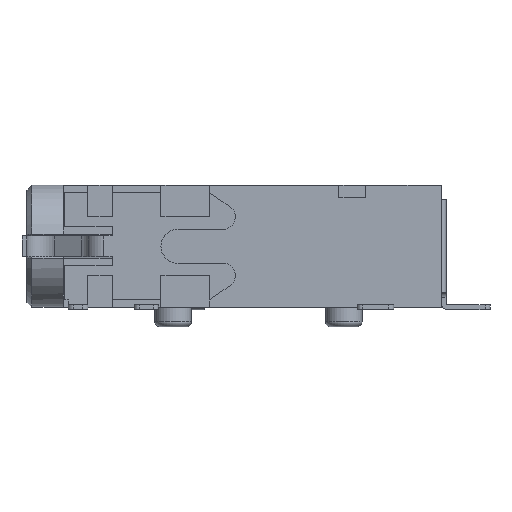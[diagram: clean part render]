
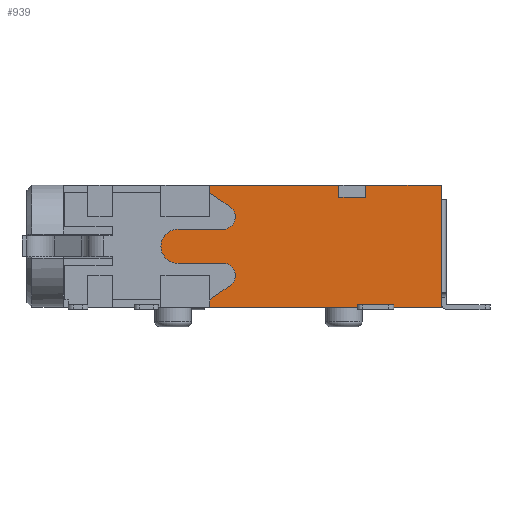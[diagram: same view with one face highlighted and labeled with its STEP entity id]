
A CAD part, front view. The second image highlights one B-rep face of the part: STEP entity #939.
In plain terms, the highlighted planar face has unit normal (0, -1, 0).
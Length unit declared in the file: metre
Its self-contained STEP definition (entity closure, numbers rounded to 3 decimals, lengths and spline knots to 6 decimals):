
#777 = EDGE_CURVE( '', #2300, #2301, #2302, .T. );
#921 = EDGE_CURVE( '', #2561, #2562, #2563, .T. );
#939 = ADVANCED_FACE( '', ( #2592 ), #2593, .F. );
#1015 = EDGE_CURVE( '', #2721, #2722, #2723, .T. );
#1069 = EDGE_CURVE( '', #2805, #2806, #2807, .T. );
#1165 = EDGE_CURVE( '', #2953, #2561, #2954, .T. );
#1233 = EDGE_CURVE( '', #2395, #2806, #3058, .T. );
#1309 = EDGE_CURVE( '', #2395, #3172, #3173, .T. );
#1393 = EDGE_CURVE( '', #3291, #3292, #3293, .T. );
#1459 = EDGE_CURVE( '', #3235, #3291, #3382, .T. );
#1475 = EDGE_CURVE( '', #2381, #3405, #3406, .T. );
#1529 = EDGE_CURVE( '', #2754, #2953, #3481, .T. );
#1557 = EDGE_CURVE( '', #2562, #2721, #3518, .T. );
#1717 = EDGE_CURVE( '', #2301, #3292, #3724, .T. );
#1795 = EDGE_CURVE( '', #3819, #3820, #3821, .T. );
#1797 = EDGE_CURVE( '', #2722, #2381, #3823, .T. );
#1919 = EDGE_CURVE( '', #3869, #2805, #3963, .T. );
#2043 = EDGE_CURVE( '', #3405, #3235, #4106, .T. );
#2065 = EDGE_CURVE( '', #3172, #3820, #4131, .T. );
#2149 = EDGE_CURVE( '', #2300, #3819, #4227, .T. );
#2177 = EDGE_CURVE( '', #3869, #2754, #4258, .T. );
#2300 = VERTEX_POINT( '', #4389 );
#2301 = VERTEX_POINT( '', #4390 );
#2302 = LINE( '', #4391, #4392 );
#2381 = VERTEX_POINT( '', #4505 );
#2395 = VERTEX_POINT( '', #4524 );
#2561 = VERTEX_POINT( '', #4751 );
#2562 = VERTEX_POINT( '', #4752 );
#2563 = LINE( '', #4753, #4754 );
#2592 = FACE_OUTER_BOUND( '', #4795, .T. );
#2593 = PLANE( '', #4796 );
#2721 = VERTEX_POINT( '', #4980 );
#2722 = VERTEX_POINT( '', #4981 );
#2723 = LINE( '', #4982, #4983 );
#2754 = VERTEX_POINT( '', #5025 );
#2805 = VERTEX_POINT( '', #5092 );
#2806 = VERTEX_POINT( '', #5093 );
#2807 = LINE( '', #5094, #5095 );
#2953 = VERTEX_POINT( '', #5300 );
#2954 = LINE( '', #5301, #5302 );
#3058 = LINE( '', #5459, #5460 );
#3172 = VERTEX_POINT( '', #5623 );
#3173 = LINE( '', #5624, #5625 );
#3235 = VERTEX_POINT( '', #5707 );
#3291 = VERTEX_POINT( '', #5792 );
#3292 = VERTEX_POINT( '', #5793 );
#3293 = LINE( '', #5794, #5795 );
#3382 = LINE( '', #5930, #5931 );
#3405 = VERTEX_POINT( '', #5964 );
#3406 = LINE( '', #5965, #5966 );
#3481 = LINE( '', #6079, #6080 );
#3518 = CIRCLE( '', #6131, 0.0005 );
#3724 = LINE( '', #6437, #6438 );
#3819 = VERTEX_POINT( '', #6584 );
#3820 = VERTEX_POINT( '', #6585 );
#3821 = LINE( '', #6586, #6587 );
#3823 = CIRCLE( '', #6590, 0.0007 );
#3869 = VERTEX_POINT( '', #6666 );
#3963 = LINE( '', #6828, #6829 );
#4106 = CIRCLE( '', #7064, 0.0005 );
#4131 = LINE( '', #7102, #7103 );
#4227 = LINE( '', #7258, #7259 );
#4258 = LINE( '', #7309, #7310 );
#4389 = CARTESIAN_POINT( '', ( 0.004292, -0.002646, 0.004597 ) );
#4390 = CARTESIAN_POINT( '', ( 0.004292, -0.002646, 0.005097 ) );
#4391 = CARTESIAN_POINT( '', ( 0.004292, -0.002646, 0.004597 ) );
#4392 = VECTOR( '', #7499, 1. );
#4505 = CARTESIAN_POINT( '', ( -0.002308, -0.002646, 0.003297 ) );
#4524 = CARTESIAN_POINT( '', ( 0.008492, -0.002646, 0.000097 ) );
#4751 = CARTESIAN_POINT( '', ( -0.001008, -0.002646, 0.000397 ) );
#4752 = CARTESIAN_POINT( '', ( -0.00017, -0.002646, 0.000989 ) );
#4753 = CARTESIAN_POINT( '', ( -0.001008, -0.002646, 0.000397 ) );
#4754 = VECTOR( '', #7745, 1. );
#4795 = EDGE_LOOP( '', ( #7769, #7770, #7771, #7772, #7773, #7774, #7775, #7776, #7777, #7778, #7779, #7780, #7781, #7782, #7783, #7784, #7785, #7786, #7787, #7788 ) );
#4796 = AXIS2_PLACEMENT_3D( '', #7789, #7790, #7791 );
#4980 = CARTESIAN_POINT( '', ( -0.000458, -0.002646, 0.001897 ) );
#4981 = CARTESIAN_POINT( '', ( -0.002308, -0.002646, 0.001897 ) );
#4982 = CARTESIAN_POINT( '', ( -0.000458, -0.002646, 0.001897 ) );
#4983 = VECTOR( '', #7910, 1. );
#5025 = CARTESIAN_POINT( '', ( 0.005042, -0.002646, 0.000097 ) );
#5092 = CARTESIAN_POINT( '', ( 0.006542, -0.002646, 0.000197 ) );
#5093 = CARTESIAN_POINT( '', ( 0.006542, -0.002646, 0.000097 ) );
#5094 = CARTESIAN_POINT( '', ( 0.006542, -0.002646, 0.000097 ) );
#5095 = VECTOR( '', #8037, 1. );
#5300 = CARTESIAN_POINT( '', ( -0.001008, -0.002646, 0.000097 ) );
#5301 = CARTESIAN_POINT( '', ( -0.001008, -0.002646, 0.000097 ) );
#5302 = VECTOR( '', #8235, 1. );
#5459 = CARTESIAN_POINT( '', ( -0.001008, -0.002646, 0.000097 ) );
#5460 = VECTOR( '', #8322, 1. );
#5623 = CARTESIAN_POINT( '', ( 0.008492, -0.002646, 0.005097 ) );
#5624 = CARTESIAN_POINT( '', ( 0.008492, -0.002646, 0.000097 ) );
#5625 = VECTOR( '', #8466, 1. );
#5707 = CARTESIAN_POINT( '', ( -0.00017, -0.002646, 0.004206 ) );
#5792 = CARTESIAN_POINT( '', ( -0.001008, -0.002646, 0.004797 ) );
#5793 = CARTESIAN_POINT( '', ( -0.001008, -0.002646, 0.005097 ) );
#5794 = CARTESIAN_POINT( '', ( -0.001008, -0.002646, 0.000097 ) );
#5795 = VECTOR( '', #8638, 1. );
#5930 = CARTESIAN_POINT( '', ( -0.001008, -0.002646, 0.004797 ) );
#5931 = VECTOR( '', #8743, 1. );
#5964 = CARTESIAN_POINT( '', ( -0.000458, -0.002646, 0.003297 ) );
#5965 = CARTESIAN_POINT( '', ( -0.000458, -0.002646, 0.003297 ) );
#5966 = VECTOR( '', #8800, 1. );
#6079 = CARTESIAN_POINT( '', ( -0.001008, -0.002646, 0.000097 ) );
#6080 = VECTOR( '', #8888, 1. );
#6131 = AXIS2_PLACEMENT_3D( '', #8940, #8941, #8942 );
#6437 = CARTESIAN_POINT( '', ( -0.001008, -0.002646, 0.005097 ) );
#6438 = VECTOR( '', #9253, 1. );
#6584 = CARTESIAN_POINT( '', ( 0.005392, -0.002646, 0.004597 ) );
#6585 = CARTESIAN_POINT( '', ( 0.005392, -0.002646, 0.005097 ) );
#6586 = CARTESIAN_POINT( '', ( 0.005392, -0.002646, 0.004597 ) );
#6587 = VECTOR( '', #9394, 1. );
#6590 = AXIS2_PLACEMENT_3D( '', #9395, #9396, #9397 );
#6666 = CARTESIAN_POINT( '', ( 0.005042, -0.002646, 0.000197 ) );
#6828 = CARTESIAN_POINT( '', ( -0.006008, -0.002646, 0.000197 ) );
#6829 = VECTOR( '', #9537, 1. );
#7064 = AXIS2_PLACEMENT_3D( '', #9704, #9705, #9706 );
#7102 = CARTESIAN_POINT( '', ( -0.001008, -0.002646, 0.005097 ) );
#7103 = VECTOR( '', #9746, 1. );
#7258 = CARTESIAN_POINT( '', ( 0.005392, -0.002646, 0.004597 ) );
#7259 = VECTOR( '', #9896, 1. );
#7309 = CARTESIAN_POINT( '', ( 0.005042, -0.002646, 0.000097 ) );
#7310 = VECTOR( '', #9938, 1. );
#7499 = DIRECTION( '', ( 0., 0., 1. ) );
#7745 = DIRECTION( '', ( 0.817, 0., 0.577 ) );
#7769 = ORIENTED_EDGE( '', *, *, #2065, .T. );
#7770 = ORIENTED_EDGE( '', *, *, #1795, .F. );
#7771 = ORIENTED_EDGE( '', *, *, #2149, .F. );
#7772 = ORIENTED_EDGE( '', *, *, #777, .T. );
#7773 = ORIENTED_EDGE( '', *, *, #1717, .T. );
#7774 = ORIENTED_EDGE( '', *, *, #1393, .F. );
#7775 = ORIENTED_EDGE( '', *, *, #1459, .F. );
#7776 = ORIENTED_EDGE( '', *, *, #2043, .F. );
#7777 = ORIENTED_EDGE( '', *, *, #1475, .F. );
#7778 = ORIENTED_EDGE( '', *, *, #1797, .F. );
#7779 = ORIENTED_EDGE( '', *, *, #1015, .F. );
#7780 = ORIENTED_EDGE( '', *, *, #1557, .F. );
#7781 = ORIENTED_EDGE( '', *, *, #921, .F. );
#7782 = ORIENTED_EDGE( '', *, *, #1165, .F. );
#7783 = ORIENTED_EDGE( '', *, *, #1529, .F. );
#7784 = ORIENTED_EDGE( '', *, *, #2177, .F. );
#7785 = ORIENTED_EDGE( '', *, *, #1919, .T. );
#7786 = ORIENTED_EDGE( '', *, *, #1069, .T. );
#7787 = ORIENTED_EDGE( '', *, *, #1233, .F. );
#7788 = ORIENTED_EDGE( '', *, *, #1309, .T. );
#7789 = CARTESIAN_POINT( '', ( -0.006008, -0.002646, 0.000097 ) );
#7790 = DIRECTION( '', ( 0., 1., 0. ) );
#7791 = DIRECTION( '', ( 1., 0., 0. ) );
#7910 = DIRECTION( '', ( -1., 0., 0. ) );
#8037 = DIRECTION( '', ( 0., 0., -1. ) );
#8235 = DIRECTION( '', ( 0., 0., 1. ) );
#8322 = DIRECTION( '', ( -1., 0., 0. ) );
#8466 = DIRECTION( '', ( 0., 0., 1. ) );
#8638 = DIRECTION( '', ( 0., 0., 1. ) );
#8743 = DIRECTION( '', ( -0.817, 0., 0.577 ) );
#8800 = DIRECTION( '', ( 1., 0., 0. ) );
#8888 = DIRECTION( '', ( -1., 0., 0. ) );
#8940 = CARTESIAN_POINT( '', ( -0.000458, -0.002646, 0.001397 ) );
#8941 = DIRECTION( '', ( 0., -1., 0. ) );
#8942 = DIRECTION( '', ( 1., 0., 0. ) );
#9253 = DIRECTION( '', ( -1., 0., 0. ) );
#9394 = DIRECTION( '', ( 0., 0., 1. ) );
#9395 = CARTESIAN_POINT( '', ( -0.002308, -0.002646, 0.002597 ) );
#9396 = DIRECTION( '', ( 0., 1., 0. ) );
#9397 = DIRECTION( '', ( 1., 0., 0. ) );
#9537 = DIRECTION( '', ( 1., 0., 0. ) );
#9704 = CARTESIAN_POINT( '', ( -0.000458, -0.002646, 0.003797 ) );
#9705 = DIRECTION( '', ( 0., -1., 0. ) );
#9706 = DIRECTION( '', ( -1., 0., 0. ) );
#9746 = DIRECTION( '', ( -1., 0., 0. ) );
#9896 = DIRECTION( '', ( 1., 0., 0. ) );
#9938 = DIRECTION( '', ( 0., 0., -1. ) );
